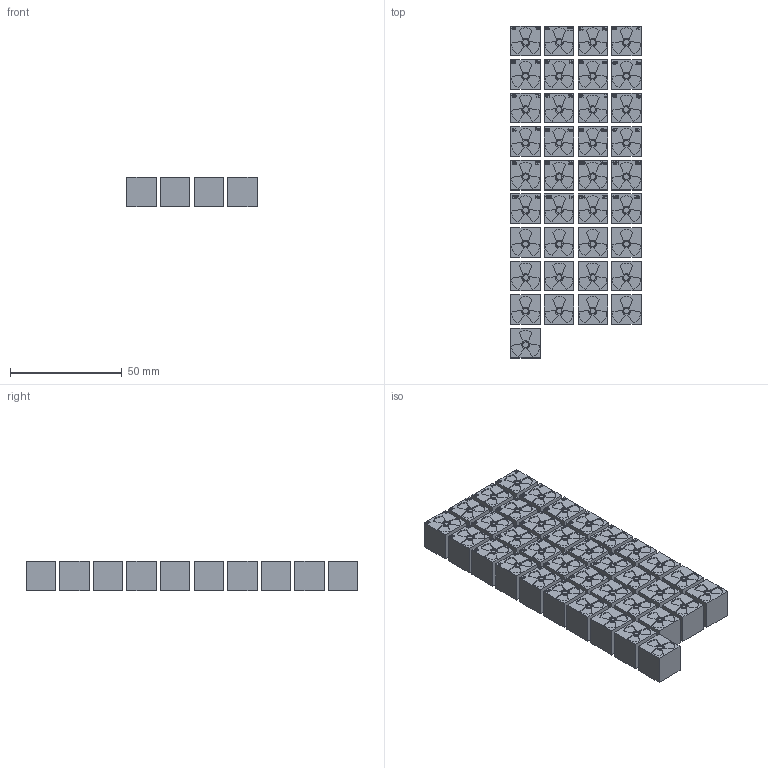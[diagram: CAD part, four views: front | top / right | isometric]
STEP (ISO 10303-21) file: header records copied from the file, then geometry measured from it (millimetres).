
FILE_DESCRIPTION(('HOOPS Exchange Step'),'2;1');
FILE_NAME('temp_export','2024-07-23T12:28:19+08:00',('sharma21'),('Shapr3D Limited'),'HOOPS Exchange 2024.2','Shapr3D','Authorized');
FILE_SCHEMA( ('AUTOMOTIVE_DESIGN { 1 0 10303 214 1 1 1 1 }') );
Length unit declared in the file: millimetre
Products named in the file (1): root
Bounding box: 58.2 x 148.2 x 13.2 mm (x, y, z)
Volume: 92920.1 mm3; surface area: 44426.1 mm2
Topology: 41 solids, 41 shells, 2110 faces, 5100 edges, 3400 vertices
Faces by surface type: plane 1351, bspline 390, cylinder 369
Full cylindrical faces by diameter (mm): 2.5 x41
Entity records: 77873 total; most frequent: CARTESIAN_POINT 30288, ORIENTED_EDGE 10200, DIRECTION 8500, EDGE_CURVE 5100, VECTOR 3582, LINE 3582, VERTEX_POINT 3400, AXIS2_PLACEMENT_3D 2459
